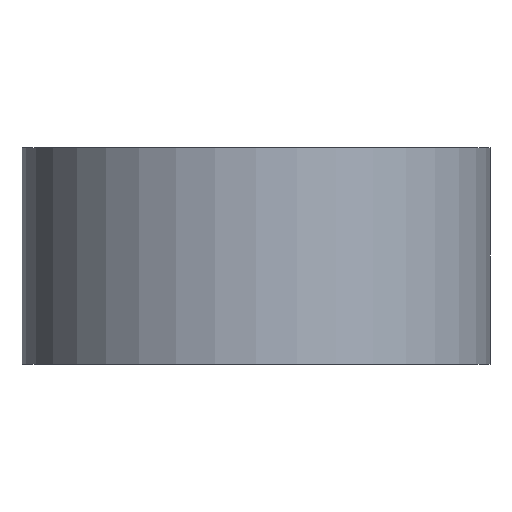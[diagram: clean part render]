
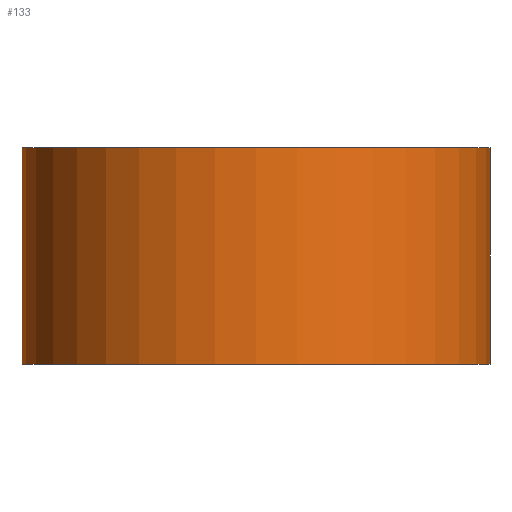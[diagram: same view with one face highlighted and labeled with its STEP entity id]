
A CAD part, front view. The second image highlights one B-rep face of the part: STEP entity #133.
In plain terms, the highlighted cylindrical face has radius 21.663 mm (diameter 43.327 mm), a partial arc.
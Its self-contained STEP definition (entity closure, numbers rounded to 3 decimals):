
#4 = ORIENTED_EDGE ( 'NONE', *, *, #16, .F. ) ;
#10 = AXIS2_PLACEMENT_3D ( 'NONE', #80, #249, #204 ) ;
#16 = EDGE_CURVE ( 'NONE', #155, #163, #142, .T. ) ;
#18 = EDGE_CURVE ( 'NONE', #155, #259, #222, .T. ) ;
#37 = CARTESIAN_POINT ( 'NONE',  ( -21.663, 0., 20. ) ) ;
#40 = VECTOR ( 'NONE', #146, 1000. ) ;
#49 = VECTOR ( 'NONE', #221, 1000. ) ;
#56 = CARTESIAN_POINT ( 'NONE',  ( 21.663, 0., 20. ) ) ;
#60 = CYLINDRICAL_SURFACE ( 'NONE', #10, 21.663 ) ;
#71 = DIRECTION ( 'NONE',  ( 1., 0., 0. ) ) ;
#80 = CARTESIAN_POINT ( 'NONE',  ( 0., 0., 20. ) ) ;
#85 = CARTESIAN_POINT ( 'NONE',  ( 21.663, 0., 20. ) ) ;
#100 = AXIS2_PLACEMENT_3D ( 'NONE', #271, #275, #71 ) ;
#110 = ORIENTED_EDGE ( 'NONE', *, *, #298, .F. ) ;
#131 = AXIS2_PLACEMENT_3D ( 'NONE', #143, #138, #218 ) ;
#133 = ADVANCED_FACE ( 'NONE', ( #175 ), #60, .T. ) ;
#138 = DIRECTION ( 'NONE',  ( 0., 0., 1. ) ) ;
#142 = LINE ( 'NONE', #196, #49 ) ;
#143 = CARTESIAN_POINT ( 'NONE',  ( 0., 0., 0. ) ) ;
#146 = DIRECTION ( 'NONE',  ( 0., 0., 1. ) ) ;
#155 = VERTEX_POINT ( 'NONE', #176 ) ;
#160 = VERTEX_POINT ( 'NONE', #85 ) ;
#163 = VERTEX_POINT ( 'NONE', #37 ) ;
#165 = EDGE_LOOP ( 'NONE', ( #4, #252, #277, #110 ) ) ;
#170 = LINE ( 'NONE', #56, #40 ) ;
#175 = FACE_OUTER_BOUND ( 'NONE', #165, .T. ) ;
#176 = CARTESIAN_POINT ( 'NONE',  ( -21.663, 0., 0. ) ) ;
#196 = CARTESIAN_POINT ( 'NONE',  ( -21.663, 0., 20. ) ) ;
#204 = DIRECTION ( 'NONE',  ( 1., 0., 0. ) ) ;
#207 = CARTESIAN_POINT ( 'NONE',  ( 21.663, 0., 0. ) ) ;
#218 = DIRECTION ( 'NONE',  ( 1., 0., 0. ) ) ;
#220 = EDGE_CURVE ( 'NONE', #259, #160, #170, .T. ) ;
#221 = DIRECTION ( 'NONE',  ( 0., 0., 1. ) ) ;
#222 = CIRCLE ( 'NONE', #131, 21.663 ) ;
#237 = CIRCLE ( 'NONE', #100, 21.663 ) ;
#249 = DIRECTION ( 'NONE',  ( 0., 0., 1. ) ) ;
#252 = ORIENTED_EDGE ( 'NONE', *, *, #18, .T. ) ;
#259 = VERTEX_POINT ( 'NONE', #207 ) ;
#271 = CARTESIAN_POINT ( 'NONE',  ( 0., 0., 20. ) ) ;
#275 = DIRECTION ( 'NONE',  ( 0., 0., 1. ) ) ;
#277 = ORIENTED_EDGE ( 'NONE', *, *, #220, .T. ) ;
#298 = EDGE_CURVE ( 'NONE', #163, #160, #237, .T. ) ;
